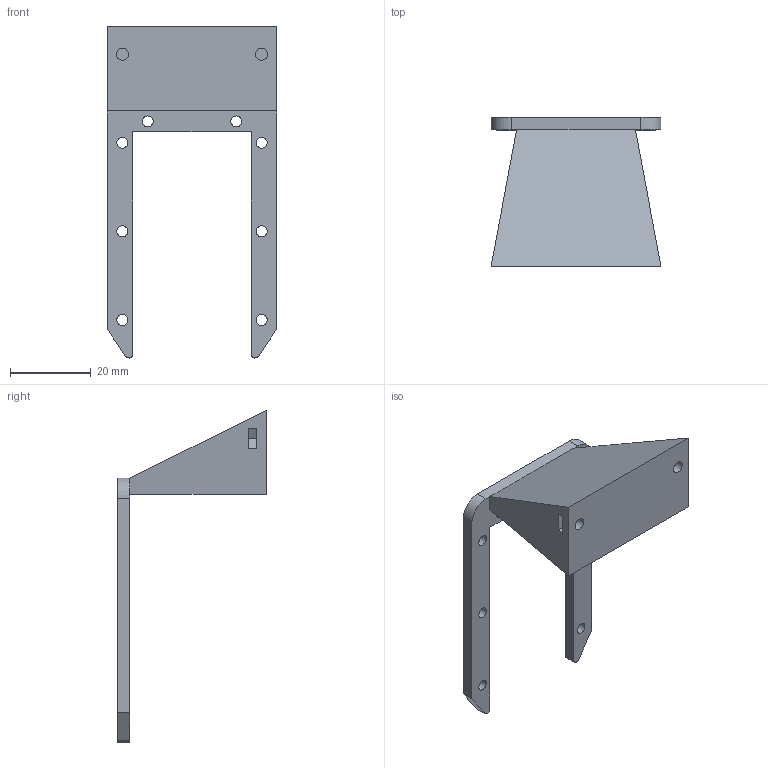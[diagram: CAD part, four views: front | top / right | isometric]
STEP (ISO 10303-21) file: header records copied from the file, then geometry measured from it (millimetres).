
FILE_DESCRIPTION(/* description */ (''),/* implementation_level */ '2;1');
FILE_NAME(/* name */ 'top_mx-64-brace_v2.step',/* time_stamp */ '2017-10-31T18:50:44+00:00',/* author */ (''),/* organization */ (''),/* preprocessor_version */ 'ST-DEVELOPER v16.13',/* originating_system */ 'Autodesk Translation Framework v6.5.0.72',/* authorisation */ '');
FILE_SCHEMA (('AUTOMOTIVE_DESIGN { 1 0 10303 214 3 1 1 }'));
Length unit declared in the file: millimetre
Products named in the file (1): top_mx-64-brace_v2
Bounding box: 42.2 x 37 x 82.46 mm (x, y, z)
Volume: 10782.1 mm3; surface area: 16503 mm2
Topology: 1 solids, 46 shells, 331 faces, 709 edges, 472 vertices
Faces by surface type: plane 317, cylinder 14
Full cylindrical faces by diameter (mm): 2.7 x8, 3 x2
Entity records: 8765 total; most frequent: CARTESIAN_POINT 1513, ORIENTED_EDGE 1418, DIRECTION 1401, EDGE_CURVE 709, LINE 681, VECTOR 681, VERTEX_POINT 472, AXIS2_PLACEMENT_3D 360
